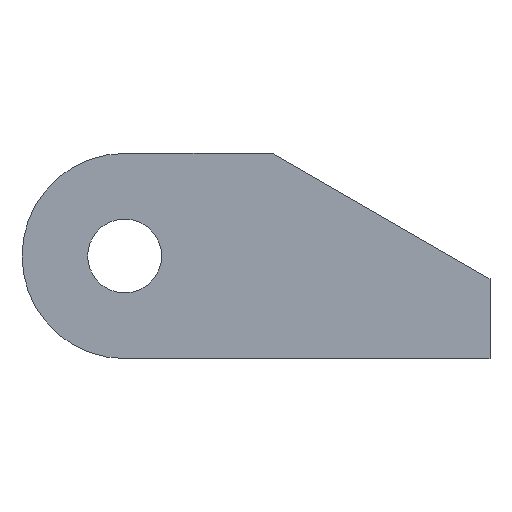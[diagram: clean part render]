
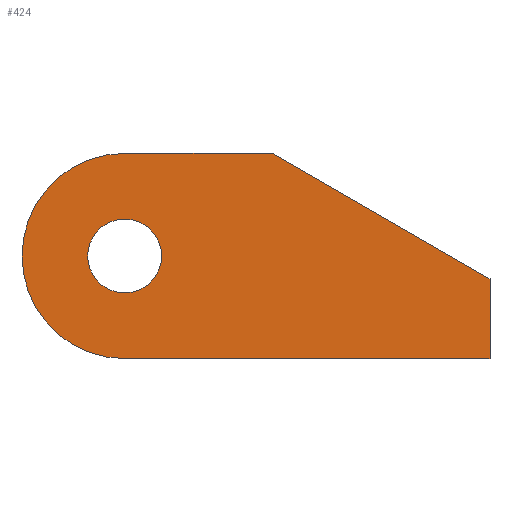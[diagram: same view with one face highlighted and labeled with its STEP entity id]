
A CAD part, front view. The second image highlights one B-rep face of the part: STEP entity #424.
In plain terms, the highlighted planar face has unit normal (0, -1, 0).
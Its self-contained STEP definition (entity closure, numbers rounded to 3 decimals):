
#19=FACE_BOUND('',#83,.T.);
#27=CIRCLE('',#445,6.25);
#30=CIRCLE('',#450,2.25);
#56=FACE_OUTER_BOUND('',#82,.T.);
#82=EDGE_LOOP('',(#339,#340,#341,#342,#343));
#83=EDGE_LOOP('',(#344));
#108=LINE('',#614,#152);
#112=LINE('',#626,#156);
#131=LINE('',#668,#175);
#132=LINE('',#669,#176);
#152=VECTOR('',#496,9.);
#156=VECTOR('',#508,15.3);
#175=VECTOR('',#545,22.25);
#176=VECTOR('',#546,4.85);
#193=VERTEX_POINT('',#602);
#194=VERTEX_POINT('',#603);
#198=VERTEX_POINT('',#613);
#200=VERTEX_POINT('',#619);
#202=VERTEX_POINT('',#625);
#216=VERTEX_POINT('',#667);
#233=EDGE_CURVE('',#193,#194,#27,.T.);
#238=EDGE_CURVE('',#194,#198,#108,.T.);
#241=EDGE_CURVE('',#200,#200,#30,.T.);
#244=EDGE_CURVE('',#198,#202,#112,.T.);
#265=EDGE_CURVE('',#216,#193,#131,.T.);
#266=EDGE_CURVE('',#202,#216,#132,.T.);
#339=ORIENTED_EDGE('',*,*,#233,.F.);
#340=ORIENTED_EDGE('',*,*,#265,.F.);
#341=ORIENTED_EDGE('',*,*,#266,.F.);
#342=ORIENTED_EDGE('',*,*,#244,.F.);
#343=ORIENTED_EDGE('',*,*,#238,.F.);
#344=ORIENTED_EDGE('',*,*,#241,.T.);
#406=PLANE('',#460);
#424=ADVANCED_FACE('',(#56,#19),#406,.T.);
#445=AXIS2_PLACEMENT_3D('',#604,#487,#488);
#450=AXIS2_PLACEMENT_3D('',#620,#502,#503);
#460=AXIS2_PLACEMENT_3D('',#666,#543,#544);
#487=DIRECTION('center_axis',(0.,1.,0.));
#488=DIRECTION('ref_axis',(0.,0.,-1.));
#496=DIRECTION('',(1.,0.,0.));
#502=DIRECTION('center_axis',(0.,1.,0.));
#503=DIRECTION('ref_axis',(1.,0.,0.));
#508=DIRECTION('',(0.866,0.,-0.5));
#543=DIRECTION('center_axis',(0.,-1.,0.));
#544=DIRECTION('ref_axis',(0.,0.,-1.));
#545=DIRECTION('',(-1.,0.,0.));
#546=DIRECTION('',(0.,0.,-1.));
#602=CARTESIAN_POINT('',(-50.,-3.,29.75));
#603=CARTESIAN_POINT('',(-50.,-3.,42.25));
#604=CARTESIAN_POINT('Origin',(-50.,-3.,36.));
#613=CARTESIAN_POINT('',(-41.,-3.,42.25));
#614=CARTESIAN_POINT('',(-50.,-3.,42.25));
#619=CARTESIAN_POINT('',(-52.25,-3.,36.));
#620=CARTESIAN_POINT('Origin',(-50.,-3.,36.));
#625=CARTESIAN_POINT('',(-27.75,-3.,34.6));
#626=CARTESIAN_POINT('',(-41.,-3.,42.25));
#666=CARTESIAN_POINT('Origin',(-42.052,-3.,35.095));
#667=CARTESIAN_POINT('',(-27.75,-3.,29.75));
#668=CARTESIAN_POINT('',(-27.75,-3.,29.75));
#669=CARTESIAN_POINT('',(-27.75,-3.,34.6));
